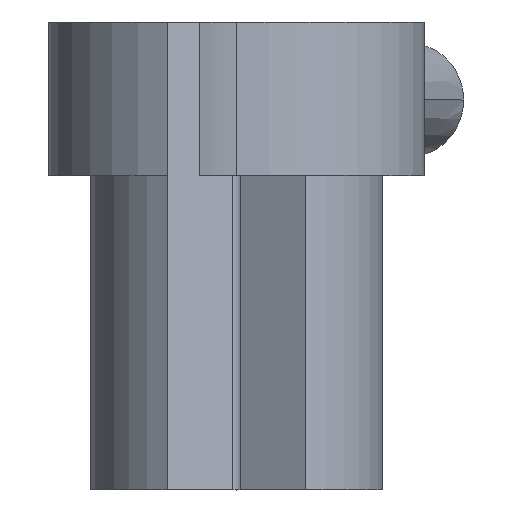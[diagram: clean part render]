
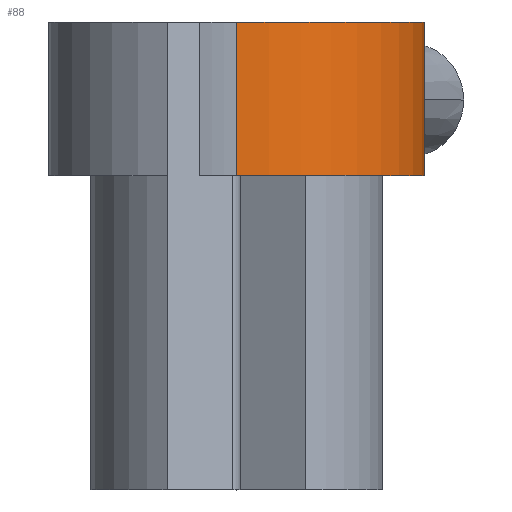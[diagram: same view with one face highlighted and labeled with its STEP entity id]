
A CAD part, top view. The second image highlights one B-rep face of the part: STEP entity #88.
In plain terms, the highlighted cylindrical face has radius 12.88 mm (diameter 25.76 mm), a partial arc.
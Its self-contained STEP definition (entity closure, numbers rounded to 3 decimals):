
#26 = EDGE_CURVE ( 'NONE', #203, #27, #395, .T. ) ;
#27 = VERTEX_POINT ( 'NONE', #391 ) ;
#28 = VERTEX_POINT ( 'NONE', #390 ) ;
#35 = ORIENTED_EDGE ( 'NONE', *, *, #36, .F. ) ;
#36 = EDGE_CURVE ( 'NONE', #28, #27, #374, .T. ) ;
#37 = ORIENTED_EDGE ( 'NONE', *, *, #38, .F. ) ;
#38 = EDGE_CURVE ( 'NONE', #202, #28, #369, .T. ) ;
#88 = ADVANCED_FACE ( 'NONE', ( #611 ), #800, .T. ) ;
#89 = EDGE_LOOP ( 'NONE', ( #195, #204, #35, #37 ) ) ;
#195 = ORIENTED_EDGE ( 'NONE', *, *, #196, .T. ) ;
#196 = EDGE_CURVE ( 'NONE', #202, #203, #762, .T. ) ;
#202 = VERTEX_POINT ( 'NONE', #747 ) ;
#203 = VERTEX_POINT ( 'NONE', #746 ) ;
#204 = ORIENTED_EDGE ( 'NONE', *, *, #26, .T. ) ;
#366 = DIRECTION ( 'NONE',  ( 0., 1., 0. ) ) ;
#367 = VECTOR ( 'NONE', #366, 1000. ) ;
#368 = CARTESIAN_POINT ( 'NONE',  ( 0., 21.499, 12.88 ) ) ;
#369 = LINE ( 'NONE', #368, #367 ) ;
#370 = DIRECTION ( 'NONE',  ( 0., 0., 1. ) ) ;
#371 = DIRECTION ( 'NONE',  ( 0., 1., 0. ) ) ;
#372 = CARTESIAN_POINT ( 'NONE',  ( 0., 31.999, 0. ) ) ;
#373 = AXIS2_PLACEMENT_3D ( 'NONE', #372, #371, #370 ) ;
#374 = CIRCLE ( 'NONE', #373, 12.88 ) ;
#390 = CARTESIAN_POINT ( 'NONE',  ( 0., 31.999, 12.88 ) ) ;
#391 = CARTESIAN_POINT ( 'NONE',  ( 0., 31.999, -12.88 ) ) ;
#392 = DIRECTION ( 'NONE',  ( 0., 1., 0. ) ) ;
#393 = VECTOR ( 'NONE', #392, 1000. ) ;
#394 = CARTESIAN_POINT ( 'NONE',  ( 0., 21.499, -12.88 ) ) ;
#395 = LINE ( 'NONE', #394, #393 ) ;
#610 = CARTESIAN_POINT ( 'NONE',  ( 0., 21.499, 0. ) ) ;
#611 = FACE_OUTER_BOUND ( 'NONE', #89, .T. ) ;
#746 = CARTESIAN_POINT ( 'NONE',  ( 0., 21.499, -12.88 ) ) ;
#747 = CARTESIAN_POINT ( 'NONE',  ( 0., 21.499, 12.88 ) ) ;
#758 = DIRECTION ( 'NONE',  ( 0., 0., 1. ) ) ;
#759 = DIRECTION ( 'NONE',  ( 0., 1., 0. ) ) ;
#760 = CARTESIAN_POINT ( 'NONE',  ( 0., 21.499, 0. ) ) ;
#761 = AXIS2_PLACEMENT_3D ( 'NONE', #760, #759, #758 ) ;
#762 = CIRCLE ( 'NONE', #761, 12.88 ) ;
#798 = DIRECTION ( 'NONE',  ( 0., 1., 0. ) ) ;
#799 = AXIS2_PLACEMENT_3D ( 'NONE', #610, #798, #806 ) ;
#800 = CYLINDRICAL_SURFACE ( 'NONE', #799, 12.88 ) ;
#806 = DIRECTION ( 'NONE',  ( 0., 0., 1. ) ) ;
